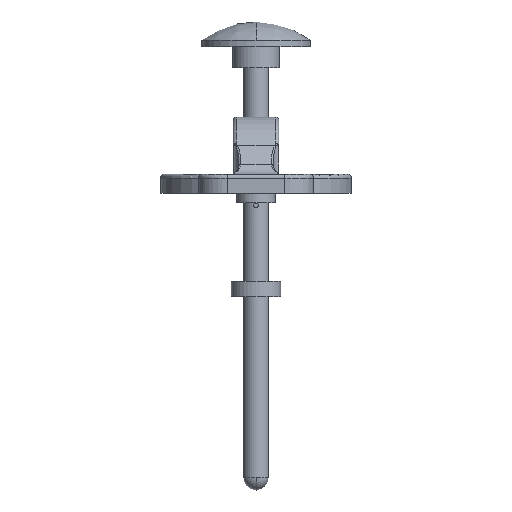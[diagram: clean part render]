
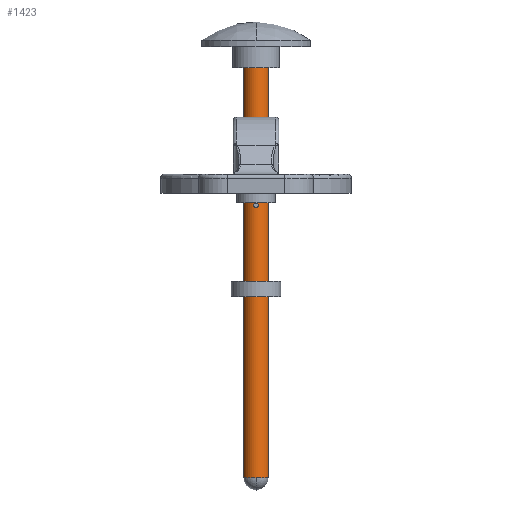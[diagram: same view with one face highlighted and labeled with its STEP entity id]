
A CAD part, front view. The second image highlights one B-rep face of the part: STEP entity #1423.
In plain terms, the highlighted cylindrical face has radius 6.5 mm (diameter 13 mm), a partial arc.
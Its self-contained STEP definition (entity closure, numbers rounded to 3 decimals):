
#17 = DIRECTION ( 'NONE',  ( 1., 0., 0. ) ) ;
#65 = VERTEX_POINT ( 'NONE', #1764 ) ;
#76 = CARTESIAN_POINT ( 'NONE',  ( -1.21, 6.386, 0.325 ) ) ;
#98 = CARTESIAN_POINT ( 'NONE',  ( -6.5, 0., -142.5 ) ) ;
#189 = CARTESIAN_POINT ( 'NONE',  ( -0.166, 6.5, -1.25 ) ) ;
#246 = EDGE_CURVE ( 'NONE', #985, #3947, #538, .T. ) ;
#295 = CARTESIAN_POINT ( 'NONE',  ( 0.33, 6.493, -1.217 ) ) ;
#299 = AXIS2_PLACEMENT_3D ( 'NONE', #2316, #4130, #3622 ) ;
#351 = CARTESIAN_POINT ( 'NONE',  ( 0., 6.5, 1.25 ) ) ;
#363 = CARTESIAN_POINT ( 'NONE',  ( 6.5, 0., 108.2 ) ) ;
#409 = CARTESIAN_POINT ( 'NONE',  ( 0.999, 6.424, 0.769 ) ) ;
#484 = DIRECTION ( 'NONE',  ( 0., 0., 1. ) ) ;
#498 = ORIENTED_EDGE ( 'NONE', *, *, #246, .T. ) ;
#536 = CARTESIAN_POINT ( 'NONE',  ( -1.242, 6.38, 0.164 ) ) ;
#538 = CIRCLE ( 'NONE', #2471, 6.5 ) ;
#752 = CARTESIAN_POINT ( 'NONE',  ( 0.631, 6.471, -1.092 ) ) ;
#824 = EDGE_LOOP ( 'NONE', ( #498, #2717, #1731, #2102, #1637 ) ) ;
#852 = CARTESIAN_POINT ( 'NONE',  ( 0.768, 6.456, 1. ) ) ;
#855 = EDGE_CURVE ( 'NONE', #1586, #3187, #1074, .T. ) ;
#869 = EDGE_LOOP ( 'NONE', ( #3171, #2008 ) ) ;
#887 = CARTESIAN_POINT ( 'NONE',  ( 0., 6.5, 1.25 ) ) ;
#985 = VERTEX_POINT ( 'NONE', #4231 ) ;
#999 = CARTESIAN_POINT ( 'NONE',  ( -1.25, 6.379, 0.081 ) ) ;
#1074 = B_SPLINE_CURVE_WITH_KNOTS ( 'NONE', 3,
 ( #2474, #189, #4280, #3787, #3296, #2829, #2364, #1916, #1458, #999, #536, #76, #4174, #3672, #3182, #2724, #2250, #1815, #1347, #887 ),
 .UNSPECIFIED., .F., .F.,
 ( 4, 2, 2, 2, 2, 2, 2, 2, 2, 4 ),
 ( 0., 0., 0.001, 0.001, 0.002, 0.002, 0.002, 0.003, 0.003, 0.004 ),
 .UNSPECIFIED. ) ;
#1211 = CARTESIAN_POINT ( 'NONE',  ( 0.77, 6.455, -0.998 ) ) ;
#1247 = DIRECTION ( 'NONE',  ( 0., 0., 1. ) ) ;
#1266 = LINE ( 'NONE', #363, #1488 ) ;
#1314 = CARTESIAN_POINT ( 'NONE',  ( 0.629, 6.471, 1.092 ) ) ;
#1329 = VERTEX_POINT ( 'NONE', #98 ) ;
#1347 = CARTESIAN_POINT ( 'NONE',  ( -0.163, 6.5, 1.25 ) ) ;
#1423 = ADVANCED_FACE ( 'NONE', ( #4254, #4132 ), #3778, .T. ) ;
#1458 = CARTESIAN_POINT ( 'NONE',  ( -1.25, 6.379, -0.164 ) ) ;
#1488 = VECTOR ( 'NONE', #4461, 1000. ) ;
#1586 = VERTEX_POINT ( 'NONE', #4133 ) ;
#1637 = ORIENTED_EDGE ( 'NONE', *, *, #2317, .F. ) ;
#1675 = CARTESIAN_POINT ( 'NONE',  ( 0.999, 6.424, -0.768 ) ) ;
#1715 = CARTESIAN_POINT ( 'NONE',  ( -6.5, 0., 108.2 ) ) ;
#1731 = ORIENTED_EDGE ( 'NONE', *, *, #3847, .T. ) ;
#1764 = CARTESIAN_POINT ( 'NONE',  ( 6.5, 0., 72. ) ) ;
#1783 = CARTESIAN_POINT ( 'NONE',  ( 0.328, 6.493, 1.217 ) ) ;
#1815 = CARTESIAN_POINT ( 'NONE',  ( -0.328, 6.494, 1.217 ) ) ;
#1916 = CARTESIAN_POINT ( 'NONE',  ( -1.217, 6.385, -0.329 ) ) ;
#1924 = DIRECTION ( 'NONE',  ( 1., 0., 0. ) ) ;
#2008 = ORIENTED_EDGE ( 'NONE', *, *, #3009, .F. ) ;
#2102 = ORIENTED_EDGE ( 'NONE', *, *, #3625, .F. ) ;
#2116 = CARTESIAN_POINT ( 'NONE',  ( 1.092, 6.408, -0.63 ) ) ;
#2134 = CARTESIAN_POINT ( 'NONE',  ( -6.5, 0., 72. ) ) ;
#2152 = LINE ( 'NONE', #1715, #3952 ) ;
#2218 = CARTESIAN_POINT ( 'NONE',  ( 0.163, 6.5, 1.25 ) ) ;
#2250 = CARTESIAN_POINT ( 'NONE',  ( -0.63, 6.471, 1.092 ) ) ;
#2316 = CARTESIAN_POINT ( 'NONE',  ( 0., 0., 72. ) ) ;
#2317 = EDGE_CURVE ( 'NONE', #985, #65, #1266, .T. ) ;
#2364 = CARTESIAN_POINT ( 'NONE',  ( -1.092, 6.408, -0.629 ) ) ;
#2371 = DIRECTION ( 'NONE',  ( 0., 0., 1. ) ) ;
#2471 = AXIS2_PLACEMENT_3D ( 'NONE', #4128, #3620, #3142 ) ;
#2474 = CARTESIAN_POINT ( 'NONE',  ( 0., 6.5, -1.25 ) ) ;
#2574 = CARTESIAN_POINT ( 'NONE',  ( 1.217, 6.385, -0.327 ) ) ;
#2691 = CARTESIAN_POINT ( 'NONE',  ( 0., 6.5, 1.25 ) ) ;
#2717 = ORIENTED_EDGE ( 'NONE', *, *, #4334, .T. ) ;
#2724 = CARTESIAN_POINT ( 'NONE',  ( -0.768, 6.456, 1. ) ) ;
#2768 = CARTESIAN_POINT ( 'NONE',  ( 0., 0., 108.2 ) ) ;
#2829 = CARTESIAN_POINT ( 'NONE',  ( -0.999, 6.424, -0.769 ) ) ;
#2840 = CARTESIAN_POINT ( 'NONE',  ( 0., 0., -142.5 ) ) ;
#2856 = AXIS2_PLACEMENT_3D ( 'NONE', #2840, #2371, #1924 ) ;
#2873 = B_SPLINE_CURVE_WITH_KNOTS ( 'NONE', 3,
 ( #2691, #2218, #1783, #1314, #852, #409, #4515, #4015, #3523, #3038, #2574, #2116, #1675, #1211, #752, #295, #4392, #3897 ),
 .UNSPECIFIED., .F., .F.,
 ( 4, 2, 2, 2, 2, 2, 2, 2, 4 ),
 ( 0.004, 0.004, 0.005, 0.005, 0.006, 0.006, 0.007, 0.007, 0.008 ),
 .UNSPECIFIED. ) ;
#3009 = EDGE_CURVE ( 'NONE', #3187, #1586, #2873, .T. ) ;
#3038 = CARTESIAN_POINT ( 'NONE',  ( 1.25, 6.379, -0.164 ) ) ;
#3142 = DIRECTION ( 'NONE',  ( 1., 0., 0. ) ) ;
#3171 = ORIENTED_EDGE ( 'NONE', *, *, #855, .F. ) ;
#3182 = CARTESIAN_POINT ( 'NONE',  ( -1., 6.424, 0.768 ) ) ;
#3187 = VERTEX_POINT ( 'NONE', #351 ) ;
#3296 = CARTESIAN_POINT ( 'NONE',  ( -0.769, 6.455, -0.999 ) ) ;
#3523 = CARTESIAN_POINT ( 'NONE',  ( 1.25, 6.379, 0.166 ) ) ;
#3587 = CARTESIAN_POINT ( 'NONE',  ( 0., 6.5, -142.5 ) ) ;
#3620 = DIRECTION ( 'NONE',  ( 0., 0., 1. ) ) ;
#3622 = DIRECTION ( 'NONE',  ( 1., 0., 0. ) ) ;
#3625 = EDGE_CURVE ( 'NONE', #65, #4300, #4517, .T. ) ;
#3672 = CARTESIAN_POINT ( 'NONE',  ( -1.092, 6.408, 0.63 ) ) ;
#3778 = CYLINDRICAL_SURFACE ( 'NONE', #4336, 6.5 ) ;
#3787 = CARTESIAN_POINT ( 'NONE',  ( -0.631, 6.471, -1.092 ) ) ;
#3847 = EDGE_CURVE ( 'NONE', #1329, #4300, #2152, .T. ) ;
#3897 = CARTESIAN_POINT ( 'NONE',  ( 0., 6.5, -1.25 ) ) ;
#3947 = VERTEX_POINT ( 'NONE', #3587 ) ;
#3952 = VECTOR ( 'NONE', #1247, 1000. ) ;
#4015 = CARTESIAN_POINT ( 'NONE',  ( 1.217, 6.385, 0.328 ) ) ;
#4128 = CARTESIAN_POINT ( 'NONE',  ( 0., 0., -142.5 ) ) ;
#4130 = DIRECTION ( 'NONE',  ( 0., 0., 1. ) ) ;
#4132 = FACE_OUTER_BOUND ( 'NONE', #824, .T. ) ;
#4133 = CARTESIAN_POINT ( 'NONE',  ( 0., 6.5, -1.25 ) ) ;
#4174 = CARTESIAN_POINT ( 'NONE',  ( -1.186, 6.391, 0.403 ) ) ;
#4231 = CARTESIAN_POINT ( 'NONE',  ( 6.5, 0., -142.5 ) ) ;
#4254 = FACE_BOUND ( 'NONE', #869, .T. ) ;
#4280 = CARTESIAN_POINT ( 'NONE',  ( -0.328, 6.493, -1.217 ) ) ;
#4300 = VERTEX_POINT ( 'NONE', #2134 ) ;
#4334 = EDGE_CURVE ( 'NONE', #3947, #1329, #4486, .T. ) ;
#4336 = AXIS2_PLACEMENT_3D ( 'NONE', #2768, #484, #17 ) ;
#4392 = CARTESIAN_POINT ( 'NONE',  ( 0.166, 6.5, -1.25 ) ) ;
#4461 = DIRECTION ( 'NONE',  ( 0., 0., 1. ) ) ;
#4486 = CIRCLE ( 'NONE', #2856, 6.5 ) ;
#4515 = CARTESIAN_POINT ( 'NONE',  ( 1.091, 6.408, 0.631 ) ) ;
#4517 = CIRCLE ( 'NONE', #299, 6.5 ) ;
